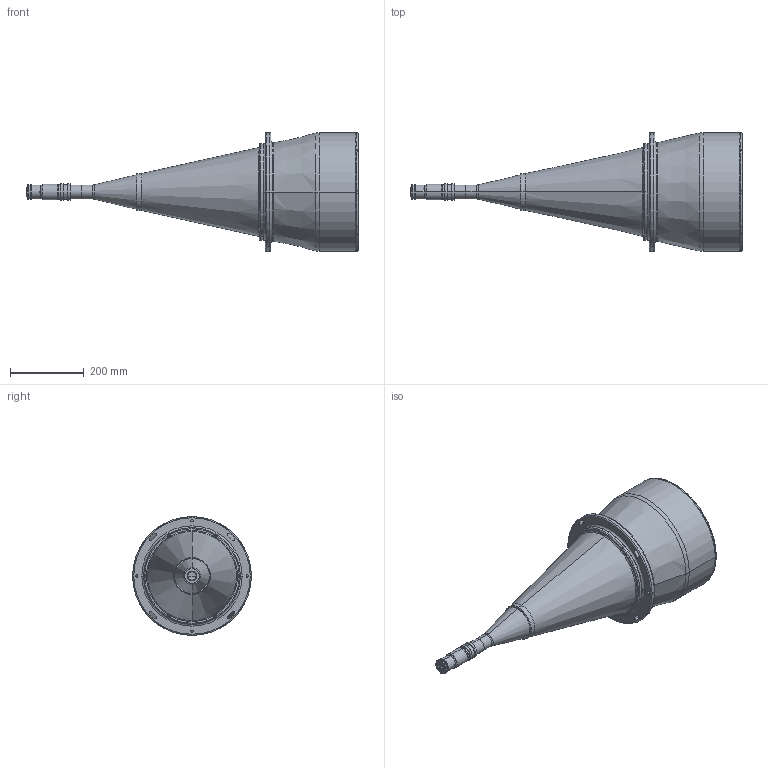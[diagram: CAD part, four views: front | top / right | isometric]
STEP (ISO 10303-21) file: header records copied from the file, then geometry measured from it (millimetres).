
FILE_DESCRIPTION (( 'STEP AP214' ), '1' );
FILE_NAME ('4M200.STEP', '2013-05-10T08:37:23', ( 'Work' ), ( '' ), 'SwSTEP 2.0', 'SolidWorks 2013', '' );
FILE_SCHEMA (( 'AUTOMOTIVE_DESIGN' ));
Length unit declared in the file: millimetre
Products named in the file (1): 4M200
Bounding box: 900.47 x 322 x 322 mm (x, y, z)
Surface area: 682025.7 mm2 (no closed solid volume)
Topology: 0 solids, 14 shells, 251 faces, 695 edges, 458 vertices
Faces by surface type: cylinder 131, plane 53, torus 33, cone 26, bspline 6, sphere 2
Entity records: 12028 total; most frequent: CARTESIAN_POINT 2517, DIRECTION 1569, ORIENTED_EDGE 1266, EDGE_CURVE 695, AXIS2_PLACEMENT_3D 692, VERTEX_POINT 458, CIRCLE 446, EDGE_LOOP 327
